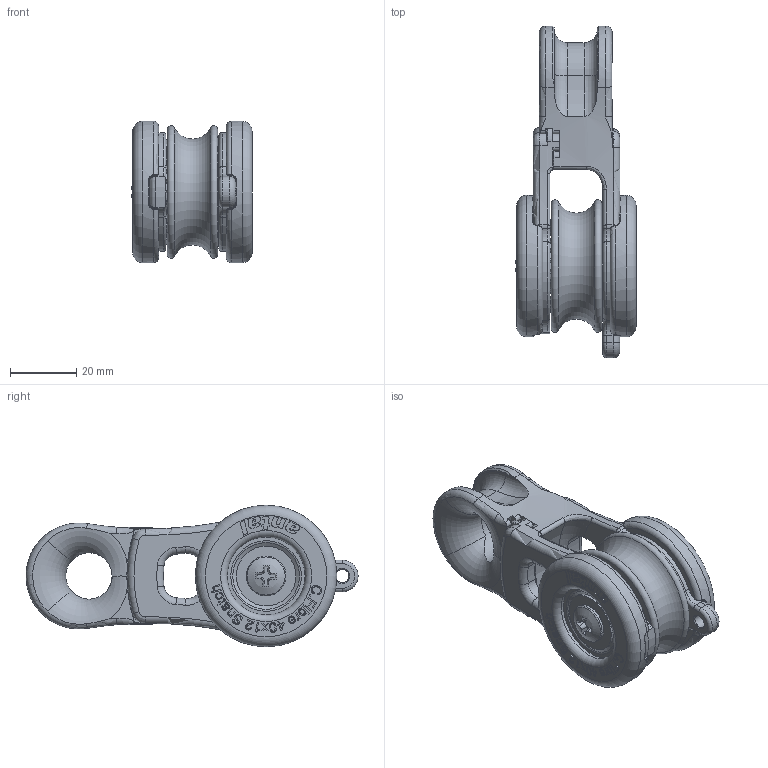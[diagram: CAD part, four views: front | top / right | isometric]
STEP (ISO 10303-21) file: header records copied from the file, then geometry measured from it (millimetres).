
FILE_DESCRIPTION(/* description */ (''),/* implementation_level */ '2;1');
FILE_NAME(/* name */ 'BB4012.stp',/* time_stamp */ '2019-12-20T09:21:47+01:00',/* author */ ('francesca'),/* organization */ (''),/* preprocessor_version */ 'ST-DEVELOPER v16.5',/* originating_system */ 'Autodesk Inventor 2017',/* authorisation */ '');
FILE_SCHEMA (('CONFIG_CONTROL_DESIGN'));
Length unit declared in the file: millimetre
Products named in the file (1): 18041324
Bounding box: 36.35 x 100.25 x 42.7 mm (x, y, z)
Volume: 59297.4 mm3; surface area: 25265.8 mm2
Topology: 2 solids, 2 shells, 1190 faces, 3120 edges, 2033 vertices
Faces by surface type: plane 468, bspline 340, torus 138, cylinder 134, sphere 61, cone 49
Full cylindrical faces by diameter (mm): 3.5 x4, 4 x1, 5.05 x4, 6.75 x1, 10 x3, 10.4 x1, 12 x2, 14 x1, 14.9 x1, 15 x1, 16 x1, 18 x2, 18.5 x1, 20 x2, 23.5 x2, 42.7 x2
Entity records: 39805 total; most frequent: CARTESIAN_POINT 13032, ORIENTED_EDGE 5912, DIRECTION 4690, EDGE_CURVE 2956, VERTEX_POINT 1966, AXIS2_PLACEMENT_3D 1622, LINE 1446, VECTOR 1446
